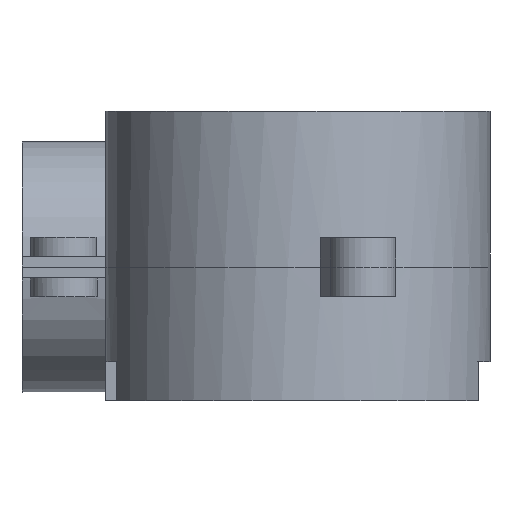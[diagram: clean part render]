
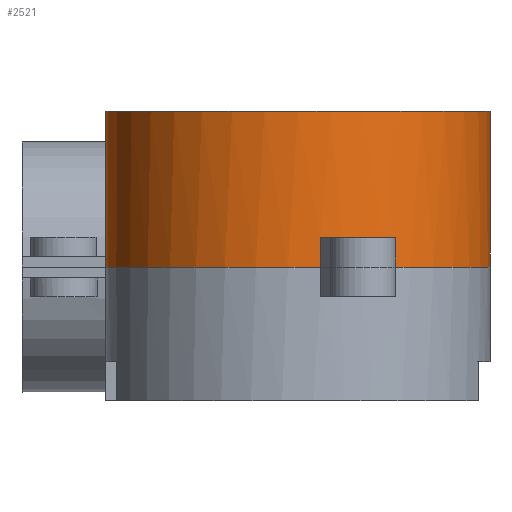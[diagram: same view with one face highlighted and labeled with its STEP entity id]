
A CAD part, front view. The second image highlights one B-rep face of the part: STEP entity #2521.
In plain terms, the highlighted cylindrical face has radius 23 mm (diameter 46 mm), a partial arc.
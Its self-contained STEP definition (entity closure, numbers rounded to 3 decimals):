
#88=LINE('',#3917,#321);
#90=LINE('',#3922,#323);
#94=LINE('',#3931,#327);
#95=LINE('',#3937,#328);
#321=VECTOR('',#3110,10.);
#323=VECTOR('',#3114,10.);
#327=VECTOR('',#3124,10.);
#328=VECTOR('',#3131,10.);
#515=CYLINDRICAL_SURFACE('',#2723,23.);
#629=FACE_OUTER_BOUND('',#777,.T.);
#777=EDGE_LOOP('',(#1815,#1816,#1817,#1818,#1819,#1820,#1821,#1822));
#930=CIRCLE('',#2671,23.);
#956=CIRCLE('',#2724,23.);
#957=CIRCLE('',#2725,23.);
#958=CIRCLE('',#2726,23.);
#1059=VERTEX_POINT('',#3736);
#1062=VERTEX_POINT('',#3741);
#1116=VERTEX_POINT('',#3913);
#1117=VERTEX_POINT('',#3915);
#1119=VERTEX_POINT('',#3920);
#1121=VERTEX_POINT('',#3929);
#1122=VERTEX_POINT('',#3934);
#1123=VERTEX_POINT('',#3936);
#1309=EDGE_CURVE('',#1059,#1062,#930,.T.);
#1385=EDGE_CURVE('',#1116,#1117,#88,.T.);
#1387=EDGE_CURVE('',#1119,#1062,#90,.T.);
#1392=EDGE_CURVE('',#1121,#1059,#94,.T.);
#1393=EDGE_CURVE('',#1119,#1116,#956,.T.);
#1394=EDGE_CURVE('',#1122,#1117,#957,.T.);
#1395=EDGE_CURVE('',#1123,#1122,#95,.T.);
#1396=EDGE_CURVE('',#1123,#1121,#958,.T.);
#1815=ORIENTED_EDGE('',*,*,#1387,.F.);
#1816=ORIENTED_EDGE('',*,*,#1393,.T.);
#1817=ORIENTED_EDGE('',*,*,#1385,.T.);
#1818=ORIENTED_EDGE('',*,*,#1394,.F.);
#1819=ORIENTED_EDGE('',*,*,#1395,.F.);
#1820=ORIENTED_EDGE('',*,*,#1396,.T.);
#1821=ORIENTED_EDGE('',*,*,#1392,.T.);
#1822=ORIENTED_EDGE('',*,*,#1309,.T.);
#2521=ADVANCED_FACE('',(#629),#515,.T.);
#2671=AXIS2_PLACEMENT_3D('',#3743,#2967,#2968);
#2723=AXIS2_PLACEMENT_3D('',#3932,#3125,#3126);
#2724=AXIS2_PLACEMENT_3D('',#3933,#3127,#3128);
#2725=AXIS2_PLACEMENT_3D('',#3935,#3129,#3130);
#2726=AXIS2_PLACEMENT_3D('',#3938,#3132,#3133);
#2967=DIRECTION('center_axis',(0.,0.,1.));
#2968=DIRECTION('ref_axis',(-1.,0.,0.));
#3110=DIRECTION('',(0.,0.,1.));
#3114=DIRECTION('',(0.,0.,1.));
#3124=DIRECTION('',(0.,0.,1.));
#3125=DIRECTION('center_axis',(0.,0.,1.));
#3126=DIRECTION('ref_axis',(-1.,0.,0.));
#3127=DIRECTION('center_axis',(0.,0.,1.));
#3128=DIRECTION('ref_axis',(0.45,-0.893,0.));
#3129=DIRECTION('center_axis',(0.,0.,1.));
#3130=DIRECTION('ref_axis',(1.,0.,0.));
#3131=DIRECTION('',(0.,0.,1.));
#3132=DIRECTION('center_axis',(0.,0.,1.));
#3133=DIRECTION('ref_axis',(-1.,0.,0.));
#3736=CARTESIAN_POINT('',(2.696,-48.591,19.5));
#3741=CARTESIAN_POINT('',(10.357,-46.286,19.5));
#3743=CARTESIAN_POINT('Origin',(0.,-25.75,19.5));
#3913=CARTESIAN_POINT('',(23.,-25.75,16.));
#3915=CARTESIAN_POINT('',(23.,-25.75,34.65));
#3917=CARTESIAN_POINT('',(23.,-25.75,16.));
#3920=CARTESIAN_POINT('',(10.357,-46.286,16.));
#3922=CARTESIAN_POINT('',(10.357,-46.286,16.));
#3929=CARTESIAN_POINT('',(2.696,-48.591,16.));
#3931=CARTESIAN_POINT('',(2.696,-48.591,16.));
#3932=CARTESIAN_POINT('Origin',(0.,-25.75,16.));
#3933=CARTESIAN_POINT('Origin',(0.,-25.75,16.));
#3934=CARTESIAN_POINT('',(-23.,-25.75,34.65));
#3935=CARTESIAN_POINT('Origin',(0.,-25.75,34.65));
#3936=CARTESIAN_POINT('',(-23.,-25.75,16.));
#3937=CARTESIAN_POINT('',(-23.,-25.75,16.));
#3938=CARTESIAN_POINT('Origin',(0.,-25.75,16.));
